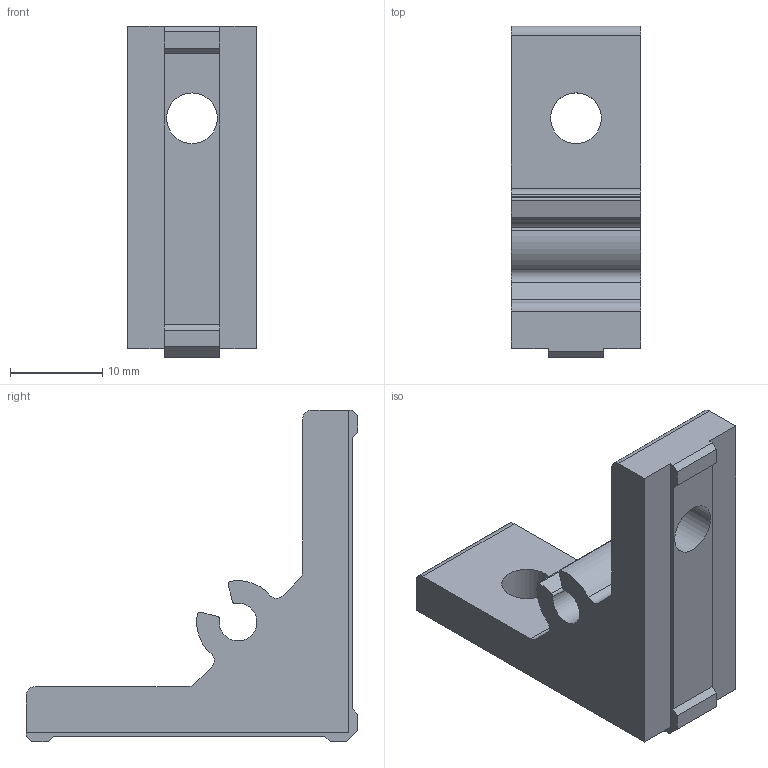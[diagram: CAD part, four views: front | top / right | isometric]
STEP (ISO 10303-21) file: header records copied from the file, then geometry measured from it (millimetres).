
FILE_DESCRIPTION(/* description */ ('STEP AP203'),/* implementation_level */ '2;1');
FILE_NAME(/* name */ 'HBKTST5',/* time_stamp */ '2024-07-02T13:55:47+02:00',/* author */ ('License CC BY-ND 4.0'),/* organization */ ('CADENAS'),/* preprocessor_version */ 'ST-DEVELOPER v19.3',/* originating_system */ 'PARTsolutions',/* authorisation */ ' ');
FILE_SCHEMA (('CONFIG_CONTROL_DESIGN'));
Length unit declared in the file: millimetre
Products named in the file (2): HBKTST5; HBKTST5_b
Assembly tree (1 placements, depth 2):
  HBKTST5
    HBKTST5_b
Bounding box: 14 x 36 x 36 mm (x, y, z)
Volume: 5825 mm3; surface area: 3114.9 mm2
Topology: 1 solids, 1 shells, 44 faces, 128 edges, 86 vertices
Faces by surface type: plane 29, cylinder 15
Full cylindrical faces by diameter (mm): 5.5 x2
Entity records: 1487 total; most frequent: CARTESIAN_POINT 254, ORIENTED_EDGE 248, DIRECTION 246, EDGE_CURVE 124, LINE 94, VECTOR 94, VERTEX_POINT 84, AXIS2_PLACEMENT_3D 76
